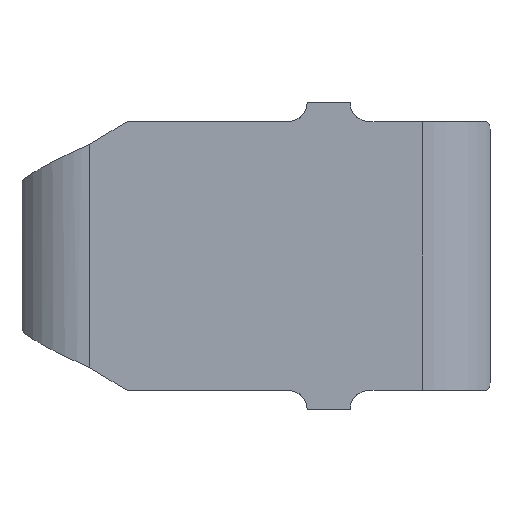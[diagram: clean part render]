
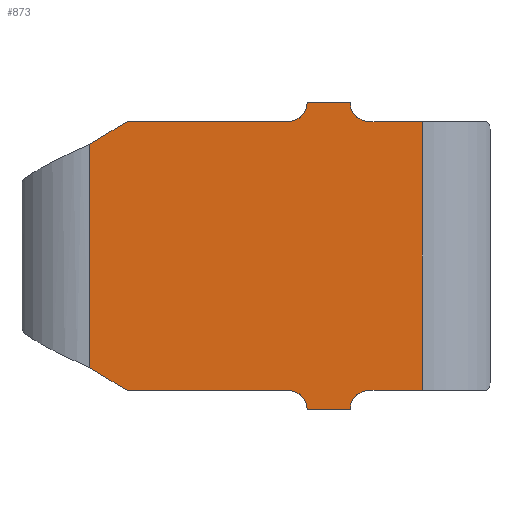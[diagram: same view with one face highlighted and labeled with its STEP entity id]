
A CAD part, front view. The second image highlights one B-rep face of the part: STEP entity #873.
In plain terms, the highlighted planar face has unit normal (0, -1, 0).
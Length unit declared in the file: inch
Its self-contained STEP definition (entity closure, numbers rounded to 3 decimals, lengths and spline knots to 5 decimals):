
#4 = LINE ( 'NONE', #1798, #1014 ) ;
#5 = AXIS2_PLACEMENT_3D ( 'NONE', #575, #1601, #713 ) ;
#8 = EDGE_CURVE ( 'NONE', #650, #806, #428, .T. ) ;
#78 = CARTESIAN_POINT ( 'NONE',  ( 0.105, -0.02, 0.1425 ) ) ;
#102 = CIRCLE ( 'NONE', #1066, 0.0175 ) ;
#111 = DIRECTION ( 'NONE',  ( 0., 0., -1. ) ) ;
#112 = ORIENTED_EDGE ( 'NONE', *, *, #1707, .F. ) ;
#115 = EDGE_CURVE ( 'NONE', #910, #1734, #977, .T. ) ;
#125 = CARTESIAN_POINT ( 'NONE',  ( -0.12158, -0.02, 0.12397 ) ) ;
#133 = CIRCLE ( 'NONE', #555, 0.0175 ) ;
#148 = CARTESIAN_POINT ( 'NONE',  ( 0.03, -0.02, -0.125 ) ) ;
#185 = DIRECTION ( 'NONE',  ( 0., -1., 0. ) ) ;
#202 = DIRECTION ( 'NONE',  ( -1., 0., 0. ) ) ;
#220 = CIRCLE ( 'NONE', #804, 0.007 ) ;
#222 = LINE ( 'NONE', #1665, #524 ) ;
#230 = VERTEX_POINT ( 'NONE', #1109 ) ;
#238 = VECTOR ( 'NONE', #1025, 39.37008 ) ;
#246 = ORIENTED_EDGE ( 'NONE', *, *, #1411, .T. ) ;
#254 = LINE ( 'NONE', #357, #1354 ) ;
#272 = DIRECTION ( 'NONE',  ( 0., 1., 0. ) ) ;
#279 = CIRCLE ( 'NONE', #1444, 0.007 ) ;
#325 = DIRECTION ( 'NONE',  ( 1., 0., 0. ) ) ;
#357 = CARTESIAN_POINT ( 'NONE',  ( 0.15464, -0.02, 0.125 ) ) ;
#362 = DIRECTION ( 'NONE',  ( 1., 0., 0. ) ) ;
#375 = DIRECTION ( 'NONE',  ( 1., 0., 0. ) ) ;
#397 = EDGE_CURVE ( 'NONE', #587, #1052, #473, .T. ) ;
#407 = VECTOR ( 'NONE', #458, 39.37008 ) ;
#428 = LINE ( 'NONE', #1333, #407 ) ;
#441 = CARTESIAN_POINT ( 'NONE',  ( 0.0475, -0.02, 0.1425 ) ) ;
#458 = DIRECTION ( 'NONE',  ( 0.853, 0., -0.521 ) ) ;
#473 = LINE ( 'NONE', #1180, #1632 ) ;
#494 = CARTESIAN_POINT ( 'NONE',  ( -0.11793, -0.02, 0.125 ) ) ;
#521 = VECTOR ( 'NONE', #362, 39.37008 ) ;
#524 = VECTOR ( 'NONE', #1229, 39.37008 ) ;
#555 = AXIS2_PLACEMENT_3D ( 'NONE', #78, #1037, #202 ) ;
#560 = ORIENTED_EDGE ( 'NONE', *, *, #1669, .T. ) ;
#574 = VECTOR ( 'NONE', #111, 39.37008 ) ;
#575 = CARTESIAN_POINT ( 'NONE',  ( 0.03, -0.02, -0.1425 ) ) ;
#577 = CARTESIAN_POINT ( 'NONE',  ( 0.15464, -0.02, -0.125 ) ) ;
#586 = ORIENTED_EDGE ( 'NONE', *, *, #397, .T. ) ;
#587 = VERTEX_POINT ( 'NONE', #1218 ) ;
#589 = VERTEX_POINT ( 'NONE', #636 ) ;
#601 = LINE ( 'NONE', #577, #238 ) ;
#602 = LINE ( 'NONE', #441, #1670 ) ;
#607 = CARTESIAN_POINT ( 'NONE',  ( 0.105, -0.02, 0.125 ) ) ;
#634 = DIRECTION ( 'NONE',  ( 1., 0., 0. ) ) ;
#636 = CARTESIAN_POINT ( 'NONE',  ( 0.0875, -0.02, 0.1425 ) ) ;
#642 = EDGE_CURVE ( 'NONE', #1639, #1388, #222, .T. ) ;
#650 = VERTEX_POINT ( 'NONE', #1544 ) ;
#664 = ORIENTED_EDGE ( 'NONE', *, *, #890, .T. ) ;
#700 = DIRECTION ( 'NONE',  ( 0., 1., 0. ) ) ;
#703 = LINE ( 'NONE', #1802, #574 ) ;
#706 = DIRECTION ( 'NONE',  ( -1., 0., 0. ) ) ;
#713 = DIRECTION ( 'NONE',  ( -1., 0., 0. ) ) ;
#787 = CARTESIAN_POINT ( 'NONE',  ( -0.11793, -0.02, -0.118 ) ) ;
#804 = AXIS2_PLACEMENT_3D ( 'NONE', #787, #1808, #944 ) ;
#806 = VERTEX_POINT ( 'NONE', #1126 ) ;
#809 = ORIENTED_EDGE ( 'NONE', *, *, #115, .T. ) ;
#825 = VERTEX_POINT ( 'NONE', #1009 ) ;
#869 = CARTESIAN_POINT ( 'NONE',  ( 0.0875, -0.02, -0.1425 ) ) ;
#873 = ADVANCED_FACE ( 'NONE', ( #1426 ), #1012, .F. ) ;
#890 = EDGE_CURVE ( 'NONE', #1052, #230, #1040, .T. ) ;
#892 = DIRECTION ( 'NONE',  ( 1., 0., 0. ) ) ;
#895 = EDGE_CURVE ( 'NONE', #1657, #964, #279, .T. ) ;
#905 = ORIENTED_EDGE ( 'NONE', *, *, #1230, .T. ) ;
#910 = VERTEX_POINT ( 'NONE', #869 ) ;
#927 = EDGE_CURVE ( 'NONE', #1393, #589, #602, .T. ) ;
#944 = DIRECTION ( 'NONE',  ( -1., 0., 0. ) ) ;
#946 = ORIENTED_EDGE ( 'NONE', *, *, #927, .F. ) ;
#964 = VERTEX_POINT ( 'NONE', #125 ) ;
#977 = CIRCLE ( 'NONE', #1235, 0.0175 ) ;
#983 = ORIENTED_EDGE ( 'NONE', *, *, #1666, .F. ) ;
#997 = VECTOR ( 'NONE', #892, 39.37008 ) ;
#1009 = CARTESIAN_POINT ( 'NONE',  ( -0.15464, -0.02, 0.10377 ) ) ;
#1012 = PLANE ( 'NONE',  #1737 ) ;
#1014 = VECTOR ( 'NONE', #1070, 39.37008 ) ;
#1023 = CARTESIAN_POINT ( 'NONE',  ( -0.11793, -0.02, 0.118 ) ) ;
#1025 = DIRECTION ( 'NONE',  ( 1., 0., 0. ) ) ;
#1037 = DIRECTION ( 'NONE',  ( 0., 1., 0. ) ) ;
#1040 = CIRCLE ( 'NONE', #5, 0.0175 ) ;
#1052 = VERTEX_POINT ( 'NONE', #148 ) ;
#1061 = ORIENTED_EDGE ( 'NONE', *, *, #8, .T. ) ;
#1066 = AXIS2_PLACEMENT_3D ( 'NONE', #1118, #272, #1266 ) ;
#1070 = DIRECTION ( 'NONE',  ( -0.853, 0., -0.521 ) ) ;
#1109 = CARTESIAN_POINT ( 'NONE',  ( 0.0475, -0.02, -0.1425 ) ) ;
#1118 = CARTESIAN_POINT ( 'NONE',  ( 0.03, -0.02, 0.1425 ) ) ;
#1126 = CARTESIAN_POINT ( 'NONE',  ( -0.12158, -0.02, -0.12397 ) ) ;
#1158 = DIRECTION ( 'NONE',  ( -1., 0., 0. ) ) ;
#1180 = CARTESIAN_POINT ( 'NONE',  ( 0.15464, -0.02, -0.125 ) ) ;
#1218 = CARTESIAN_POINT ( 'NONE',  ( -0.11793, -0.02, -0.125 ) ) ;
#1226 = CARTESIAN_POINT ( 'NONE',  ( 0.105, -0.02, -0.125 ) ) ;
#1229 = DIRECTION ( 'NONE',  ( 0., 0., -1. ) ) ;
#1230 = EDGE_CURVE ( 'NONE', #1529, #589, #133, .T. ) ;
#1235 = AXIS2_PLACEMENT_3D ( 'NONE', #1589, #700, #1730 ) ;
#1246 = ORIENTED_EDGE ( 'NONE', *, *, #1799, .T. ) ;
#1266 = DIRECTION ( 'NONE',  ( -1., 0., 0. ) ) ;
#1292 = CARTESIAN_POINT ( 'NONE',  ( 0.15464, -0.02, 0.125 ) ) ;
#1303 = LINE ( 'NONE', #1378, #521 ) ;
#1333 = CARTESIAN_POINT ( 'NONE',  ( -0.03125, -0.02, -0.17918 ) ) ;
#1354 = VECTOR ( 'NONE', #634, 39.37008 ) ;
#1378 = CARTESIAN_POINT ( 'NONE',  ( 0.15464, -0.02, 0.125 ) ) ;
#1388 = VERTEX_POINT ( 'NONE', #1457 ) ;
#1393 = VERTEX_POINT ( 'NONE', #1597 ) ;
#1407 = VERTEX_POINT ( 'NONE', #1603 ) ;
#1411 = EDGE_CURVE ( 'NONE', #1734, #1388, #601, .T. ) ;
#1426 = FACE_OUTER_BOUND ( 'NONE', #1483, .T. ) ;
#1440 = ORIENTED_EDGE ( 'NONE', *, *, #1648, .T. ) ;
#1444 = AXIS2_PLACEMENT_3D ( 'NONE', #1023, #185, #1158 ) ;
#1457 = CARTESIAN_POINT ( 'NONE',  ( 0.15464, -0.02, -0.125 ) ) ;
#1463 = ORIENTED_EDGE ( 'NONE', *, *, #1700, .T. ) ;
#1481 = EDGE_CURVE ( 'NONE', #230, #910, #1628, .T. ) ;
#1483 = EDGE_LOOP ( 'NONE', ( #1061, #1463, #586, #664, #1619, #809, #246, #1782, #983, #905, #946, #1246, #112, #1723, #1440, #560 ) ) ;
#1516 = CARTESIAN_POINT ( 'NONE',  ( 0.15464, -0.02, 0.125 ) ) ;
#1529 = VERTEX_POINT ( 'NONE', #607 ) ;
#1544 = CARTESIAN_POINT ( 'NONE',  ( -0.15464, -0.02, -0.10377 ) ) ;
#1589 = CARTESIAN_POINT ( 'NONE',  ( 0.105, -0.02, -0.1425 ) ) ;
#1595 = DIRECTION ( 'NONE',  ( 0., 1., 0. ) ) ;
#1597 = CARTESIAN_POINT ( 'NONE',  ( 0.0475, -0.02, 0.1425 ) ) ;
#1601 = DIRECTION ( 'NONE',  ( 0., 1., 0. ) ) ;
#1603 = CARTESIAN_POINT ( 'NONE',  ( 0.03, -0.02, 0.125 ) ) ;
#1619 = ORIENTED_EDGE ( 'NONE', *, *, #1481, .T. ) ;
#1628 = LINE ( 'NONE', #1764, #997 ) ;
#1632 = VECTOR ( 'NONE', #325, 39.37008 ) ;
#1639 = VERTEX_POINT ( 'NONE', #1516 ) ;
#1648 = EDGE_CURVE ( 'NONE', #964, #825, #4, .T. ) ;
#1657 = VERTEX_POINT ( 'NONE', #494 ) ;
#1665 = CARTESIAN_POINT ( 'NONE',  ( 0.15464, -0.02, 0.125 ) ) ;
#1666 = EDGE_CURVE ( 'NONE', #1529, #1639, #254, .T. ) ;
#1669 = EDGE_CURVE ( 'NONE', #825, #650, #703, .T. ) ;
#1670 = VECTOR ( 'NONE', #375, 39.37008 ) ;
#1700 = EDGE_CURVE ( 'NONE', #806, #587, #220, .T. ) ;
#1707 = EDGE_CURVE ( 'NONE', #1657, #1407, #1303, .T. ) ;
#1723 = ORIENTED_EDGE ( 'NONE', *, *, #895, .T. ) ;
#1730 = DIRECTION ( 'NONE',  ( -1., 0., 0. ) ) ;
#1734 = VERTEX_POINT ( 'NONE', #1226 ) ;
#1737 = AXIS2_PLACEMENT_3D ( 'NONE', #1292, #1595, #706 ) ;
#1764 = CARTESIAN_POINT ( 'NONE',  ( 0.0475, -0.02, -0.1425 ) ) ;
#1782 = ORIENTED_EDGE ( 'NONE', *, *, #642, .F. ) ;
#1798 = CARTESIAN_POINT ( 'NONE',  ( 0.07999, -0.02, 0.24715 ) ) ;
#1799 = EDGE_CURVE ( 'NONE', #1393, #1407, #102, .T. ) ;
#1802 = CARTESIAN_POINT ( 'NONE',  ( -0.15464, -0.02, 0.125 ) ) ;
#1808 = DIRECTION ( 'NONE',  ( 0., -1., 0. ) ) ;
